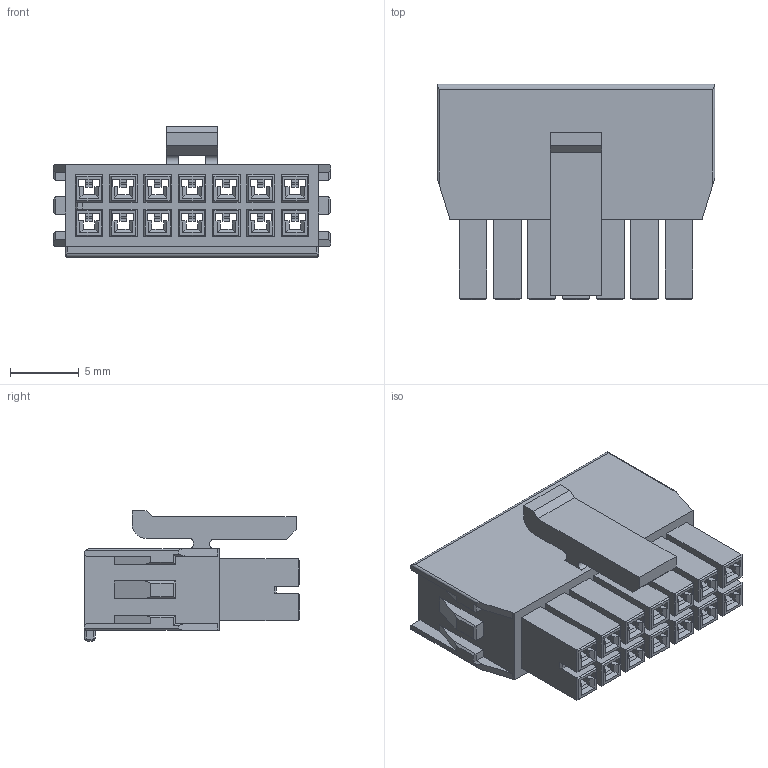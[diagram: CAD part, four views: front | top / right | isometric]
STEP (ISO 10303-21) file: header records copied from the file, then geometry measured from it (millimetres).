
FILE_DESCRIPTION(/* description */ ('Unknown'),/* implementation_level */ '2;1');
FILE_NAME(/* name */ '626014230808',/* time_stamp */ '2023-11-15T09:25:05+01:00',/* author */ ('Unknown'),/* organization */ ('Unknown'),/* preprocessor_version */ 'ST-DEVELOPER v18.102',/* originating_system */ 'Solid Edge',/* authorisation */ 'Unknown');
FILE_SCHEMA (('AUTOMOTIVE_DESIGN {1 0 10303 214 3 1 1}'));
Length unit declared in the file: millimetre
Products named in the file (2): 6260xx230808; 626014230808
Assembly tree (1 placements, depth 2):
  6260xx230808
    626014230808
Bounding box: 20.2 x 15.7 x 9.5 mm (x, y, z)
Volume: 877.3 mm3; surface area: 3088.4 mm2
Topology: 1 solids, 1 shells, 852 faces, 2319 edges, 1484 vertices
Faces by surface type: plane 829, cylinder 23
Entity records: 26206 total; most frequent: CARTESIAN_POINT 4687, ORIENTED_EDGE 4638, DIRECTION 4049, EDGE_CURVE 2319, LINE 2277, VECTOR 2277, VERTEX_POINT 1484, EDGE_LOOP 897
